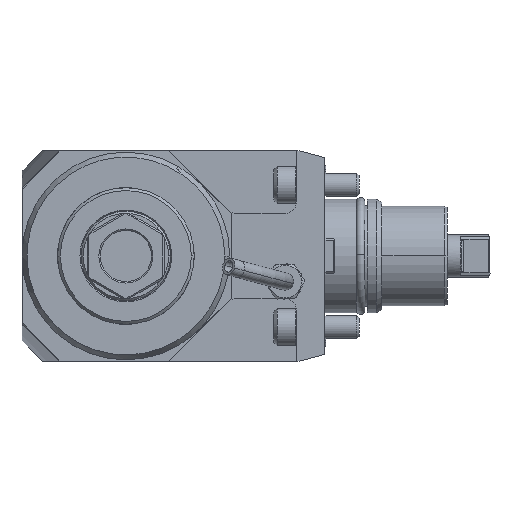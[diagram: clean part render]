
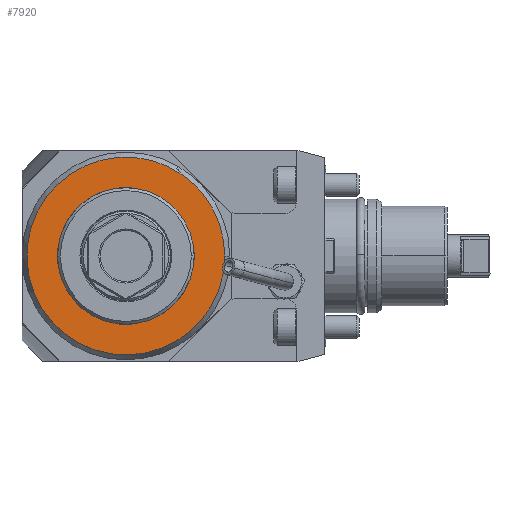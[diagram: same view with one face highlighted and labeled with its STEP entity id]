
A CAD part, left-side view. The second image highlights one B-rep face of the part: STEP entity #7920.
In plain terms, the highlighted planar face has unit normal (-1, 0, 0).
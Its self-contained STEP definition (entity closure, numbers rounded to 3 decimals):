
#66=CARTESIAN_POINT('',(-8.,70.,0.));
#67=DIRECTION('',(1.,0.,0.));
#68=DIRECTION('',(0.,-1.,0.));
#69=AXIS2_PLACEMENT_3D('',#66,#67,#68);
#71=CARTESIAN_POINT('',(-8.,70.,0.));
#72=DIRECTION('',(1.,0.,0.));
#73=DIRECTION('',(0.,-0.569,0.823));
#74=AXIS2_PLACEMENT_3D('',#71,#72,#73);
#76=CARTESIAN_POINT('',(-8.,70.,0.));
#77=DIRECTION('',(1.,0.,0.));
#78=DIRECTION('',(0.,1.,0.));
#79=AXIS2_PLACEMENT_3D('',#76,#77,#78);
#81=CARTESIAN_POINT('',(-8.,70.,0.));
#82=DIRECTION('',(1.,0.,0.));
#83=DIRECTION('',(0.,-1.,0.));
#84=AXIS2_PLACEMENT_3D('',#81,#82,#83);
#98=CARTESIAN_POINT('',(-7.998,50.228,28.6));
#6921=CARTESIAN_POINT('',(-8.,35.232,
0.));
#6922=VERTEX_POINT('',#6921);
#7721=CARTESIAN_POINT('',(-8.,94.,0.));
#7722=CARTESIAN_POINT('',(-8.,46.,0.));
#7723=VERTEX_POINT('',#7721);
#7724=VERTEX_POINT('',#7722);
#7725=VERTEX_POINT('',#98);
#7904=CARTESIAN_POINT('',(-8.,70.,0.));
#7905=DIRECTION('',(1.,0.,0.));
#7906=DIRECTION('',(0.,1.,0.));
#7907=AXIS2_PLACEMENT_3D('',#7904,#7905,#7906);
#7908=PLANE('',#7907);
#7909=ORIENTED_EDGE('',*,*,#7889,.T.);
#7911=ORIENTED_EDGE('',*,*,#7910,.T.);
#7912=EDGE_LOOP('',(#7909,#7911));
#7913=FACE_OUTER_BOUND('',#7912,.F.);
#7915=ORIENTED_EDGE('',*,*,#7914,.F.);
#7917=ORIENTED_EDGE('',*,*,#7916,.F.);
#7918=EDGE_LOOP('',(#7915,#7917));
#7919=FACE_BOUND('',#7918,.F.);
#70=CIRCLE('',#69,34.768);
#75=CIRCLE('',#74,34.768);
#80=CIRCLE('',#79,24.);
#85=CIRCLE('',#84,24.);
#7889=EDGE_CURVE('',#6922,#7725,#70,.T.);
#7910=EDGE_CURVE('',#7725,#6922,#75,.T.);
#7914=EDGE_CURVE('',#7723,#7724,#80,.T.);
#7916=EDGE_CURVE('',#7724,#7723,#85,.T.);
#7920=ADVANCED_FACE('',(#7913,#7919),#7908,.F.);
